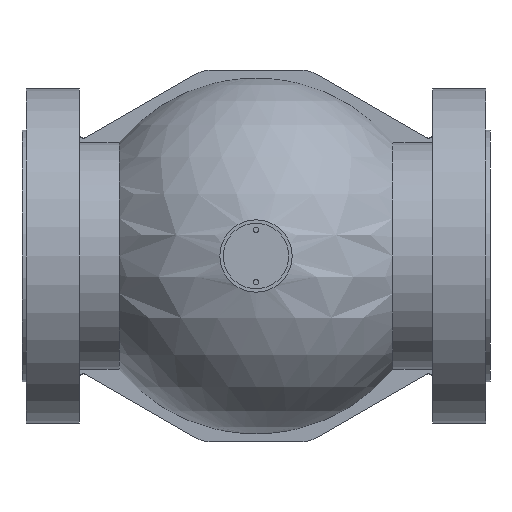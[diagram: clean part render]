
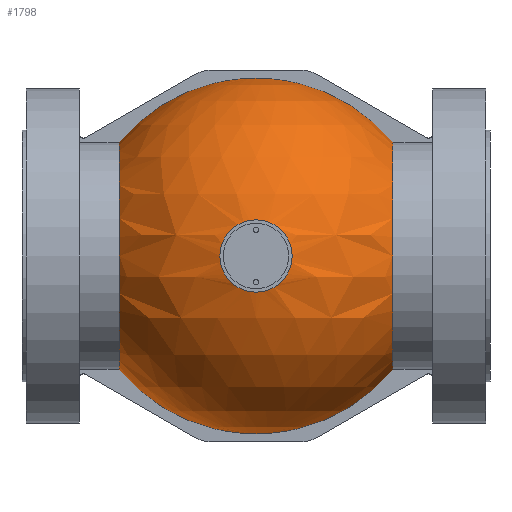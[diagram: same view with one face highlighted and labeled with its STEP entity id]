
A CAD part, front view. The second image highlights one B-rep face of the part: STEP entity #1798.
In plain terms, the highlighted spherical face has radius 133 mm.
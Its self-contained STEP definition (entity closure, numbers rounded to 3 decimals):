
#591=CARTESIAN_POINT('',(102.294,-5.0,84.853));
#592=VERTEX_POINT('',#591);
#601=CARTESIAN_POINT('',(102.294,-5.0,-84.853));
#602=VERTEX_POINT('',#601);
#603=CARTESIAN_POINT('',(102.294,0.0,0.0));
#604=DIRECTION('',(-1.0,0.0,0.0));
#605=DIRECTION('',(0.0,0.0,-1.0));
#606=AXIS2_PLACEMENT_3D('',#603,#604,#605);
#607=CIRCLE('',#606,85.0);
#608=EDGE_CURVE('',#602,#592,#607,.T.);
#633=CARTESIAN_POINT('',(-102.294,-5.0,-84.853));
#634=VERTEX_POINT('',#633);
#643=CARTESIAN_POINT('',(-102.294,-5.0,84.853));
#644=VERTEX_POINT('',#643);
#645=CARTESIAN_POINT('',(-102.294,0.0,0.0));
#646=DIRECTION('',(1.0,0.0,0.0));
#647=DIRECTION('',(0.0,0.0,-1.0));
#648=AXIS2_PLACEMENT_3D('',#645,#646,#647);
#649=CIRCLE('',#648,85.0);
#650=EDGE_CURVE('',#644,#634,#649,.T.);
#997=CARTESIAN_POINT('',(0.0,-5.0,0.0));
#998=DIRECTION('',(0.0,-1.0,0.0));
#999=DIRECTION('',(0.0,0.0,1.0));
#1000=AXIS2_PLACEMENT_3D('',#997,#998,#999);
#1001=CIRCLE('',#1000,132.906);
#1002=EDGE_CURVE('',#592,#644,#1001,.T.);
#1770=CARTESIAN_POINT('',(0.0,0.0,0.0));
#1771=DIRECTION('',(0.0,0.0,1.0));
#1772=DIRECTION('',(1.0,0.0,0.0));
#1773=AXIS2_PLACEMENT_3D('',#1770,#1771,#1772);
#1774=SPHERICAL_SURFACE('',#1773,133.0);
#1775=ORIENTED_EDGE('',*,*,#650,.T.);
#1776=CARTESIAN_POINT('',(0.0,-5.0,0.0));
#1777=DIRECTION('',(0.0,-1.0,0.0));
#1778=DIRECTION('',(0.0,0.0,1.0));
#1779=AXIS2_PLACEMENT_3D('',#1776,#1777,#1778);
#1780=CIRCLE('',#1779,132.906);
#1781=EDGE_CURVE('',#634,#602,#1780,.T.);
#1782=ORIENTED_EDGE('',*,*,#1781,.T.);
#1783=ORIENTED_EDGE('',*,*,#608,.T.);
#1784=ORIENTED_EDGE('',*,*,#1002,.T.);
#1785=EDGE_LOOP('',(#1775,#1782,#1783,#1784));
#1786=FACE_OUTER_BOUND('',#1785,.T.);
#1787=CARTESIAN_POINT('',(-27.0,-130.231,0.));
#1788=VERTEX_POINT('',#1787);
#1789=CARTESIAN_POINT('',(0.0,-130.231,0.0));
#1790=DIRECTION('',(0.0,1.0,0.0));
#1791=DIRECTION('',(1.0,0.0,0.0));
#1792=AXIS2_PLACEMENT_3D('',#1789,#1790,#1791);
#1793=CIRCLE('',#1792,27.0);
#1794=EDGE_CURVE('',#1788,#1788,#1793,.T.);
#1795=ORIENTED_EDGE('',*,*,#1794,.T.);
#1796=EDGE_LOOP('',(#1795));
#1797=FACE_BOUND('',#1796,.T.);
#1798=ADVANCED_FACE('',(#1786,#1797),#1774,.T.);
